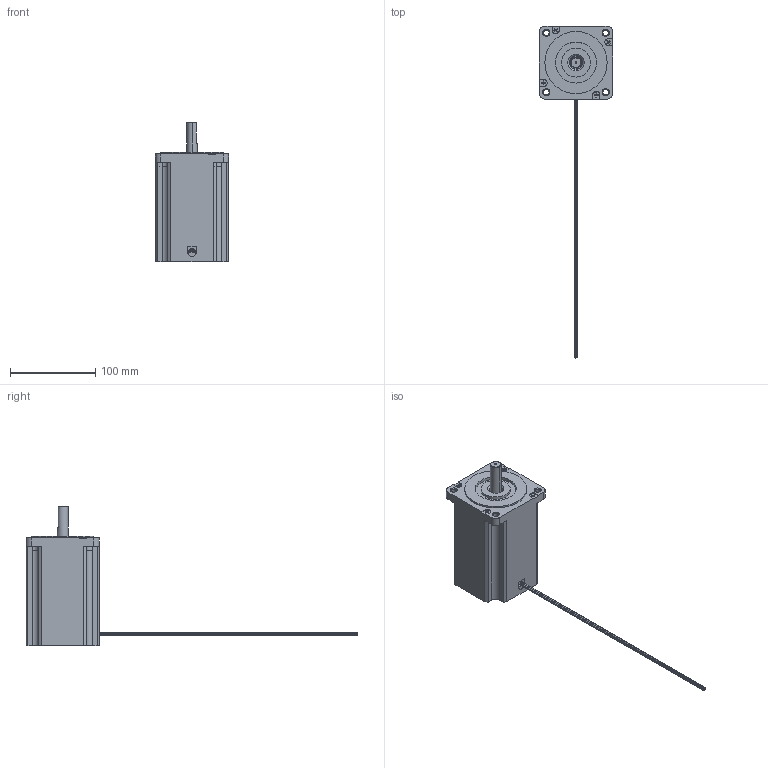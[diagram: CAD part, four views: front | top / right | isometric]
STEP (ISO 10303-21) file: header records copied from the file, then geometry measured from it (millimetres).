
FILE_DESCRIPTION (( 'STEP AP214' ), '1' );
FILE_NAME ('STP-MTRH-34127.STEP', '2014-09-22T18:21:49', ( '' ), ( '' ), 'SwSTEP 2.0', 'SolidWorks 2014', '' );
FILE_SCHEMA (( 'AUTOMOTIVE_DESIGN' ));
Length unit declared in the file: inch
Products named in the file (1): STP-MTRH-34127
Bounding box: 85.75 x 389.28 x 163.85 mm (x, y, z)
Volume: 606718.3 mm3; surface area: 246143.3 mm2
Topology: 19 solids, 19 shells, 3298 faces, 9933 edges, 6493 vertices
Faces by surface type: cylinder 1970, plane 1191, cone 71, torus 34, bspline 32
Entity records: 133553 total; most frequent: CARTESIAN_POINT 22995, DIRECTION 20236, ORIENTED_EDGE 19858, EDGE_CURVE 9929, AXIS2_PLACEMENT_3D 7465, VERTEX_POINT 6493, VECTOR 5306, LINE 5306
